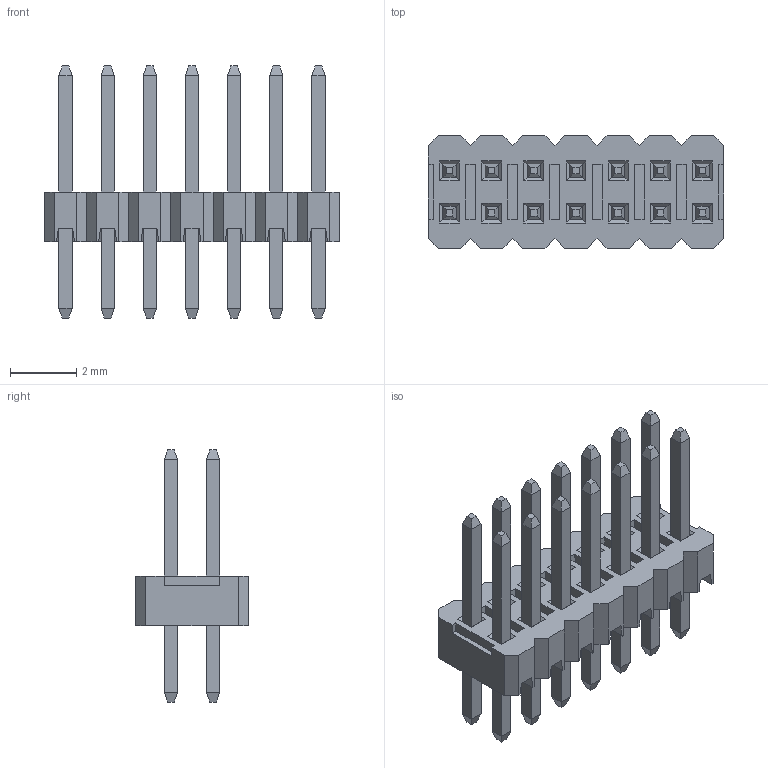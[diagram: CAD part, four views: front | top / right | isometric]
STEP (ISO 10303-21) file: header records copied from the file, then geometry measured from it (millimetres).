
FILE_DESCRIPTION( ('This file contains a STEP AP42 implementation' ,'as created by ZW3D STEP Interface translator.') ,'2;1' );
FILE_NAME( '1315-12XXXXS076CXXXA01.stp' ,'23 316. 84656', (''), ('ZWCAD Software Co.'), 'Version 1.0', 'ZW3D to STEP translator', '' );
FILE_SCHEMA(('AUTOMOTIVE_DESIGN { 1 0 10303 214 1 1 1 1 }'));
Length unit declared in the file: millimetre
Products named in the file (2): 0; 1315-1207G0S076CA01
Bounding box: 8.89 x 3.4 x 7.6 mm (x, y, z)
Volume: 52.4 mm3; surface area: 305.3 mm2
Topology: 15 solids, 15 shells, 462 faces, 1096 edges, 656 vertices
Faces by surface type: plane 462
Entity records: 13255 total; most frequent: CARTESIAN_POINT 2215, ORIENTED_EDGE 2192, DIRECTION 2022, VECTOR 1096, LINE 1096, EDGE_CURVE 1096, VERTEX_POINT 656, EDGE_LOOP 482
